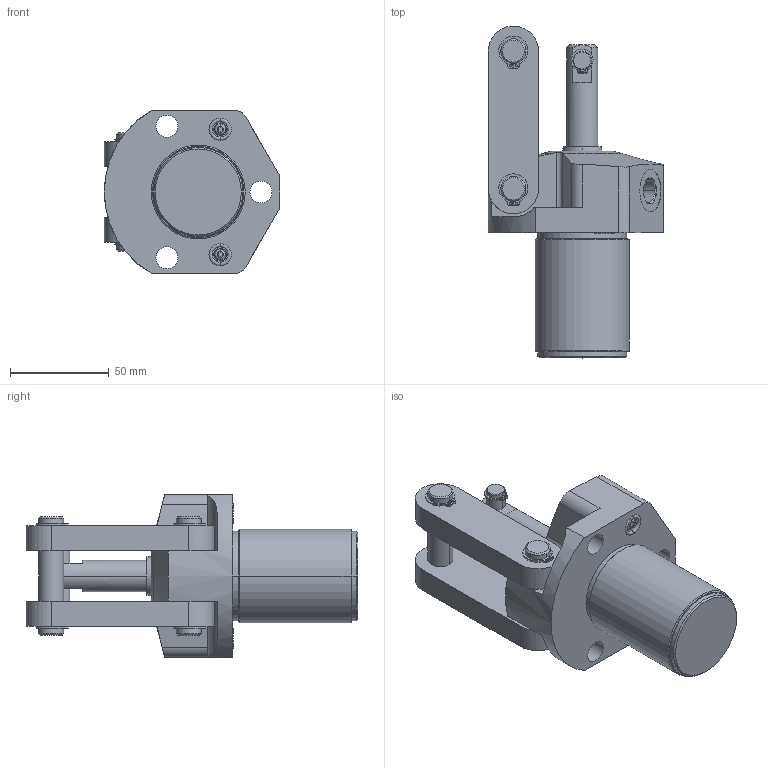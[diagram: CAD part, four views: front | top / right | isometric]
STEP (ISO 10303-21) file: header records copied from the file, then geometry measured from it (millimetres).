
FILE_DESCRIPTION((''),'2;1');
FILE_NAME('ILCM41662090','2018-06-08T',('act'),(''),'PRO/ENGINEER BY PARAMETRIC TECHNOLOGY CORPORATION, 2013320','PRO/ENGINEER BY PARAMETRIC TECHNOLOGY CORPORATION, 2013320','');
FILE_SCHEMA(('AUTOMOTIVE_DESIGN { 1 0 10303 214 1 1 1 1 }'));
Length unit declared in the file: millimetre
Products named in the file (1): ILCM41662090
Bounding box: 88.9 x 168.28 x 82.55 mm (x, y, z)
Volume: 361705.6 mm3; surface area: 63529.6 mm2
Topology: 1 solids, 8 shells, 308 faces, 794 edges, 516 vertices
Faces by surface type: cylinder 139, plane 123, cone 36, torus 8, sphere 2
Entity records: 9767 total; most frequent: CARTESIAN_POINT 1890, DIRECTION 1737, ORIENTED_EDGE 1560, EDGE_CURVE 790, AXIS2_PLACEMENT_3D 675, VERTEX_POINT 516, VECTOR 387, LINE 387
